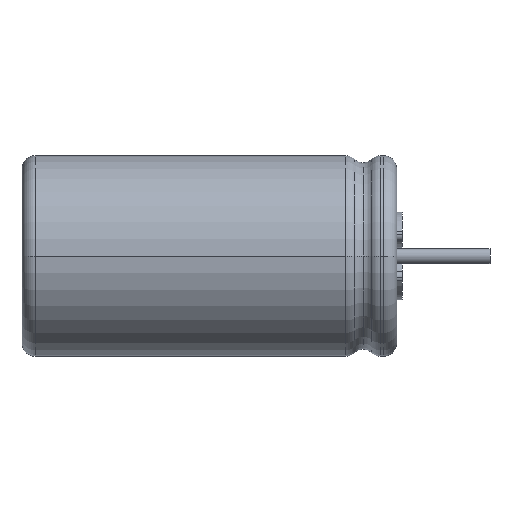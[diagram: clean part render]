
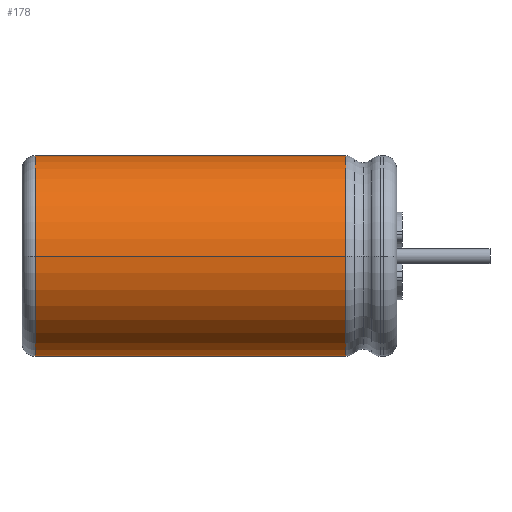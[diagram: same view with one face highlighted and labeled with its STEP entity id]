
A CAD part, left-side view. The second image highlights one B-rep face of the part: STEP entity #178.
In plain terms, the highlighted cylindrical face has radius 4.025 mm (diameter 8.051 mm), a partial arc.
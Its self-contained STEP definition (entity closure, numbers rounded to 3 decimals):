
#112 = VERTEX_POINT ( 'NONE', #1944 ) ;
#113 = DIRECTION ( 'NONE',  ( 0., -1., 0. ) ) ;
#178 = ADVANCED_FACE ( 'NONE', ( #2474 ), #3253, .T. ) ;
#182 = CARTESIAN_POINT ( 'NONE',  ( 0., 12.922, 0. ) ) ;
#224 = EDGE_CURVE ( 'NONE', #4389, #3364, #2033, .T. ) ;
#231 = CARTESIAN_POINT ( 'NONE',  ( 0., 15., 4.025 ) ) ;
#265 = DIRECTION ( 'NONE',  ( 1., 0., 0. ) ) ;
#444 = DIRECTION ( 'NONE',  ( 1., 0., 0. ) ) ;
#534 = ORIENTED_EDGE ( 'NONE', *, *, #3636, .F. ) ;
#769 = AXIS2_PLACEMENT_3D ( 'NONE', #182, #2654, #2255 ) ;
#770 = EDGE_CURVE ( 'NONE', #4197, #3364, #893, .T. ) ;
#893 = LINE ( 'NONE', #2995, #1221 ) ;
#1132 = CARTESIAN_POINT ( 'NONE',  ( 0., 2.52, -4.025 ) ) ;
#1221 = VECTOR ( 'NONE', #4423, 1000. ) ;
#1778 = AXIS2_PLACEMENT_3D ( 'NONE', #2343, #3813, #265 ) ;
#1894 = DIRECTION ( 'NONE',  ( 0., -1., 0. ) ) ;
#1944 = CARTESIAN_POINT ( 'NONE',  ( 0., 2.52, 4.025 ) ) ;
#2033 = CIRCLE ( 'NONE', #1778, 4.025 ) ;
#2222 = CARTESIAN_POINT ( 'NONE',  ( 0., 2.52, 0. ) ) ;
#2255 = DIRECTION ( 'NONE',  ( 1., 0., 0. ) ) ;
#2328 = LINE ( 'NONE', #2571, #3332 ) ;
#2343 = CARTESIAN_POINT ( 'NONE',  ( 0., 15., 0. ) ) ;
#2474 = FACE_OUTER_BOUND ( 'NONE', #3692, .T. ) ;
#2571 = CARTESIAN_POINT ( 'NONE',  ( 0., 12.922, 4.025 ) ) ;
#2614 = CIRCLE ( 'NONE', #4150, 4.025 ) ;
#2654 = DIRECTION ( 'NONE',  ( 0., 1., 0. ) ) ;
#2773 = ORIENTED_EDGE ( 'NONE', *, *, #770, .F. ) ;
#2954 = CARTESIAN_POINT ( 'NONE',  ( 0., 15., -4.025 ) ) ;
#2995 = CARTESIAN_POINT ( 'NONE',  ( 0., 12.922, -4.025 ) ) ;
#3171 = EDGE_CURVE ( 'NONE', #112, #4197, #2614, .T. ) ;
#3253 = CYLINDRICAL_SURFACE ( 'NONE', #769, 4.025 ) ;
#3332 = VECTOR ( 'NONE', #1894, 1000. ) ;
#3364 = VERTEX_POINT ( 'NONE', #2954 ) ;
#3636 = EDGE_CURVE ( 'NONE', #4389, #112, #2328, .T. ) ;
#3692 = EDGE_LOOP ( 'NONE', ( #4128, #2773, #3964, #534 ) ) ;
#3813 = DIRECTION ( 'NONE',  ( 0., -1., 0. ) ) ;
#3964 = ORIENTED_EDGE ( 'NONE', *, *, #3171, .F. ) ;
#4128 = ORIENTED_EDGE ( 'NONE', *, *, #224, .T. ) ;
#4150 = AXIS2_PLACEMENT_3D ( 'NONE', #2222, #113, #444 ) ;
#4197 = VERTEX_POINT ( 'NONE', #1132 ) ;
#4389 = VERTEX_POINT ( 'NONE', #231 ) ;
#4423 = DIRECTION ( 'NONE',  ( 0., 1., 0. ) ) ;
